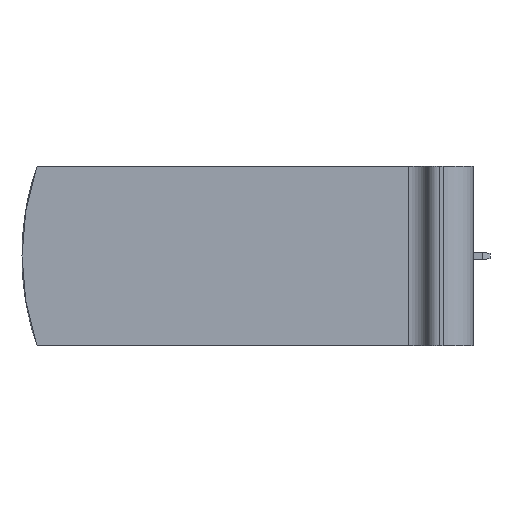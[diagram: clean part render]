
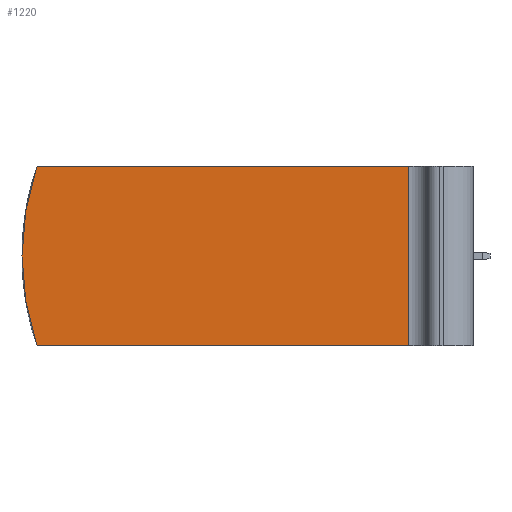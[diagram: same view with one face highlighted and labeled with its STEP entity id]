
A CAD part, left-side view. The second image highlights one B-rep face of the part: STEP entity #1220.
In plain terms, the highlighted planar face has unit normal (-1, 0, 0).
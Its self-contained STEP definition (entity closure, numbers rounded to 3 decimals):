
#48=PLANE('',#1331);
#165=LINE('',#1996,#285);
#175=LINE('',#2031,#295);
#176=LINE('',#2033,#296);
#285=VECTOR('',#1567,1000.);
#295=VECTOR('',#1595,1000.);
#296=VECTOR('',#1598,1000.);
#468=ORIENTED_EDGE('',*,*,#654,.F.);
#469=ORIENTED_EDGE('',*,*,#771,.F.);
#470=ORIENTED_EDGE('',*,*,#772,.F.);
#471=ORIENTED_EDGE('',*,*,#753,.F.);
#654=EDGE_CURVE('',#820,#821,#933,.T.);
#753=EDGE_CURVE('',#821,#886,#165,.T.);
#771=EDGE_CURVE('',#901,#820,#175,.T.);
#772=EDGE_CURVE('',#886,#901,#176,.T.);
#820=VERTEX_POINT('',#1768);
#821=VERTEX_POINT('',#1770);
#886=VERTEX_POINT('',#1997);
#901=VERTEX_POINT('',#2030);
#933=CIRCLE('',#1285,18.);
#1008=EDGE_LOOP('',(#468,#469,#470,#471));
#1106=FACE_BOUND('',#1008,.T.);
#1220=ADVANCED_FACE('',(#1106),#48,.F.);
#1285=AXIS2_PLACEMENT_3D('',#1769,#1409,#1410);
#1331=AXIS2_PLACEMENT_3D('',#2032,#1596,#1597);
#1409=DIRECTION('',(1.,0.,0.));
#1410=DIRECTION('',(0.,0.,-1.));
#1567=DIRECTION('',(0.,-1.,0.));
#1595=DIRECTION('',(0.,1.,0.));
#1596=DIRECTION('',(1.,0.,0.));
#1597=DIRECTION('',(0.,0.,-1.));
#1598=DIRECTION('',(0.,0.,-1.));
#1768=CARTESIAN_POINT('',(-66.5,22.923,-5.85));
#1769=CARTESIAN_POINT('',(-66.5,5.9,0.));
#1770=CARTESIAN_POINT('',(-66.5,22.923,5.85));
#1996=CARTESIAN_POINT('',(-66.5,22.923,5.85));
#1997=CARTESIAN_POINT('',(-66.5,-1.25,5.85));
#2030=CARTESIAN_POINT('',(-66.5,-1.25,-5.85));
#2031=CARTESIAN_POINT('',(-66.5,0.,-5.85));
#2032=CARTESIAN_POINT('',(-66.5,5.9,0.));
#2033=CARTESIAN_POINT('',(-66.5,-1.25,5.85));
